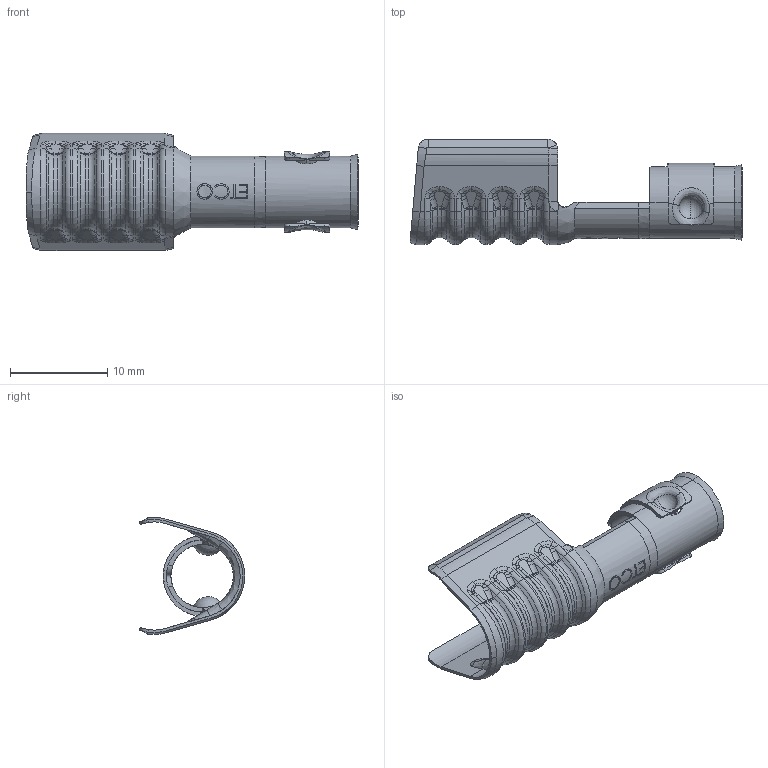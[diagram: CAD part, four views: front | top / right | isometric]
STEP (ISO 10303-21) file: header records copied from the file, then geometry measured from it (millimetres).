
FILE_DESCRIPTION (( 'STEP AP203' ), '1' );
FILE_NAME ('SP98-8M-WD-G.STEP', '2020-11-30T19:53:03', ( 'tempuser' ), ( 'Microsoft' ), 'SwSTEP 2.0', 'SolidWorks 2019', '' );
FILE_SCHEMA (( 'CONFIG_CONTROL_DESIGN' ));
Length unit declared in the file: inch
Products named in the file (3): SCA4 expanded for mating_SCA4-G; SP98-WD SP98-8M-WD_SP98-8M-WD without carrier; SP98-8M-WD-G
Assembly tree (2 placements, depth 2):
  SP98-8M-WD-G
    SCA4 expanded for mating_SCA4-G
    SP98-WD SP98-8M-WD_SP98-8M-WD without carrier
Bounding box: 34.22 x 10.85 x 12.06 mm (x, y, z)
Volume: 328.3 mm3; surface area: 1677.8 mm2
Topology: 2 solids, 2 shells, 508 faces, 1284 edges, 781 vertices
Faces by surface type: bspline 225, cylinder 124, plane 90, cone 26, sphere 24, torus 19
Entity records: 23512 total; most frequent: CARTESIAN_POINT 12775, ORIENTED_EDGE 2568, DIRECTION 1671, EDGE_CURVE 1284, VERTEX_POINT 781, AXIS2_PLACEMENT_3D 661, EDGE_LOOP 513, ADVANCED_FACE 508
